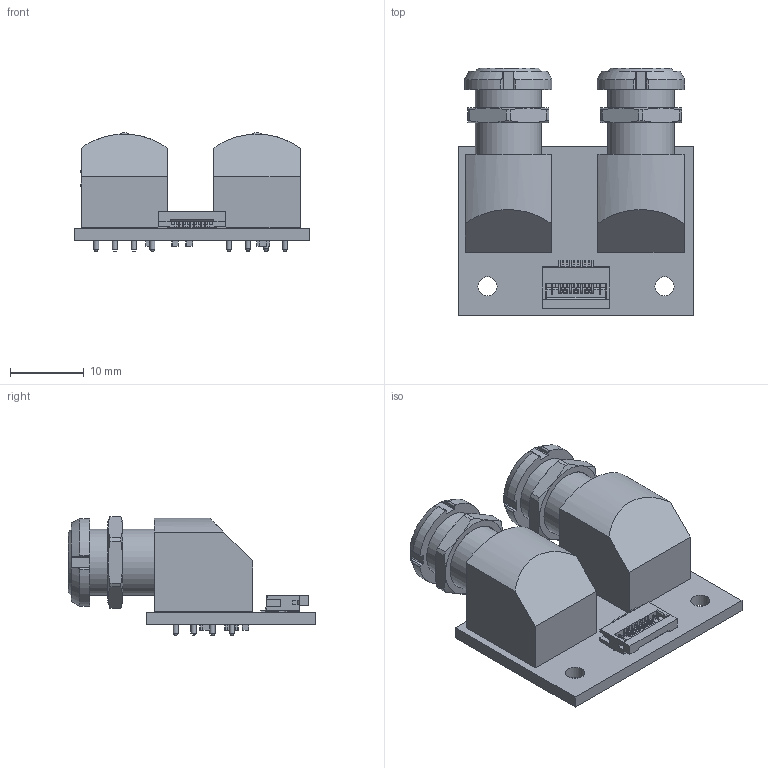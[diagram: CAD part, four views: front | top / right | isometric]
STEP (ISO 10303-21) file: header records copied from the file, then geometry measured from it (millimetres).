
FILE_DESCRIPTION(/* description */ (''),/* implementation_level */ '2;1');
FILE_NAME(/* name */ 'MiniRemoteConnectorsPCB.step',/* time_stamp */ '2024-07-03T15:39:04+03:00',/* author */ (''),/* organization */ (''),/* preprocessor_version */ 'ST-DEVELOPER v20',/* originating_system */ 'Autodesk Translation Framework v13.14.0.145',/* authorisation */ '');
FILE_SCHEMA (('AUTOMOTIVE_DESIGN { 1 0 10303 214 3 1 1 }'));
Length unit declared in the file: millimetre
Products named in the file (36): (Unsaved); Board; Open CASCADE STEP translator 7.5 3.1.1; P8; EXG_0B_306_HLN; Open CASCADE STEP translator 7.5 3.2.1.1; Open CASCADE STEP translator 7.5 3.2.1.2; Open CASCADE STEP translator 7.5 3.2.1.3; P10; EXG_0B_304_HLN; Open CASCADE STEP translator 7.5 3.3.1.1; Open CASCADE STEP translator 7.5 3.3.1.2; Open CASCADE STEP translator 7.5 3.3.1.3; P7; 687110149022 (rev1); 6871xx149022_Pin; 6871xx149022_Patte; 6871xx149022_Patte2; 687110149022; 687110149022_Actuator; C31; 6178067600; Terminal; Open CASCADE STEP translator 6.8 19.1.1; Open CASCADE STEP translator 6.8 19.1.2; Mid_Body; Open CASCADE STEP translator 6.8 19.2.1; C30; C28; C27; 6178064160; Terminal (1); Open CASCADE STEP translator 6.8 19.1.1 (1); Open CASCADE STEP translator 6.8 19.1.2 (1); Mid_Body (1); Open CASCADE STEP translator 6.8 19.2.1 (1)
Assembly tree (46 placements, depth 5):
  (Unsaved)
    Board
      Open CASCADE STEP translator 7.5 3.1.1
    P8
      EXG_0B_306_HLN
        Open CASCADE STEP translator 7.5 3.2.1.1
        Open CASCADE STEP translator 7.5 3.2.1.2
        Open CASCADE STEP translator 7.5 3.2.1.3
    P10
      EXG_0B_304_HLN
        Open CASCADE STEP translator 7.5 3.3.1.1
        Open CASCADE STEP translator 7.5 3.3.1.2
        Open CASCADE STEP translator 7.5 3.3.1.3
    P7
      687110149022 (rev1)
        6871xx149022_Pin  x10
        6871xx149022_Patte
        6871xx149022_Patte2
        687110149022
        687110149022_Actuator
    C31
      6178067600
        Terminal
          Open CASCADE STEP translator 6.8 19.1.1
          Open CASCADE STEP translator 6.8 19.1.2
        Mid_Body
          Open CASCADE STEP translator 6.8 19.2.1
    C30
      6178064160
        Terminal (1)
          Open CASCADE STEP translator 6.8 19.1.1 (1)
          Open CASCADE STEP translator 6.8 19.1.2 (1)
        Mid_Body (1)
          Open CASCADE STEP translator 6.8 19.2.1 (1)
    C28
      6178064160
        Terminal (1)
          Open CASCADE STEP translator 6.8 19.1.1 (1)
          Open CASCADE STEP translator 6.8 19.1.2 (1)
        Mid_Body (1)
          Open CASCADE STEP translator 6.8 19.2.1 (1)
    C27
      6178064160
        Terminal (1)
          Open CASCADE STEP translator 6.8 19.1.1 (1)
          Open CASCADE STEP translator 6.8 19.1.2 (1)
        Mid_Body (1)
          Open CASCADE STEP translator 6.8 19.2.1 (1)
Bounding box: 32 x 33.59 x 16.1 mm (x, y, z)
Volume: 6659.4 mm3; surface area: 5629.6 mm2
Topology: 33 solids, 33 shells, 1066 faces, 2954 edges, 1894 vertices
Faces by surface type: plane 640, cylinder 326, cone 68, sphere 32
Full cylindrical faces by diameter (mm): 0.7 x18, 0.8 x18, 2.6 x2, 8.4 x2, 8.52 x2, 8.98 x2
Entity records: 21719 total; most frequent: CARTESIAN_POINT 4112, ORIENTED_EDGE 3462, DIRECTION 3459, EDGE_CURVE 1731, LINE 1189, VECTOR 1189, AXIS2_PLACEMENT_3D 1135, VERTEX_POINT 1116
